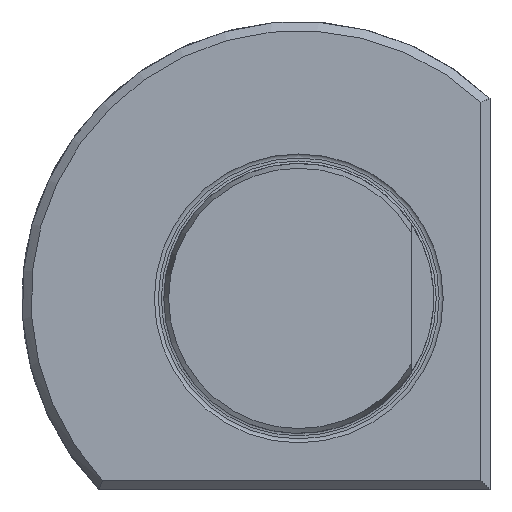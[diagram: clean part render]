
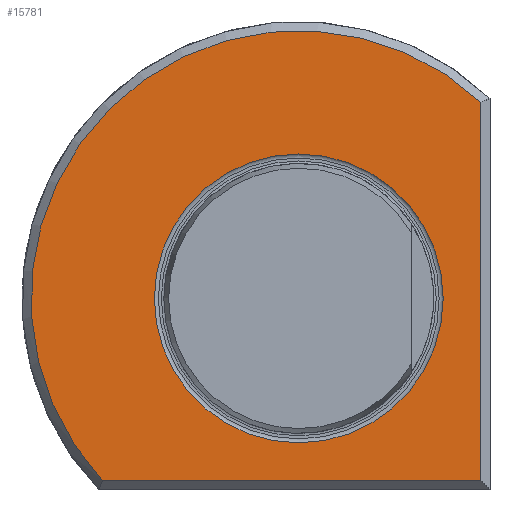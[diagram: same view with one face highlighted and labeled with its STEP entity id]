
A CAD part, front view. The second image highlights one B-rep face of the part: STEP entity #15781.
In plain terms, the highlighted planar face has unit normal (0, -1, 0).
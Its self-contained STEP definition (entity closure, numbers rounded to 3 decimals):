
#114 = DIRECTION ( 'NONE',  ( 0., -1., 0. ) ) ;
#737 = ORIENTED_EDGE ( 'NONE', *, *, #3616, .T. ) ;
#998 = CIRCLE ( 'NONE', #8724, 32.095 ) ;
#1009 = VECTOR ( 'NONE', #11711, 1000. ) ;
#1300 = ORIENTED_EDGE ( 'NONE', *, *, #16258, .T. ) ;
#1674 = FACE_BOUND ( 'NONE', #17610, .T. ) ;
#2104 = AXIS2_PLACEMENT_3D ( 'NONE', #14468, #114, #8840 ) ;
#2257 = EDGE_CURVE ( 'NONE', #17953, #17953, #998, .T. ) ;
#2680 = CARTESIAN_POINT ( 'NONE',  ( -32.15, 0., 0. ) ) ;
#2955 = DIRECTION ( 'NONE',  ( 0., -1., 0. ) ) ;
#3616 = EDGE_CURVE ( 'NONE', #15512, #8125, #16178, .T. ) ;
#4324 = EDGE_CURVE ( 'NONE', #11835, #15512, #12701, .T. ) ;
#4619 = EDGE_LOOP ( 'NONE', ( #5894, #737, #1300 ) ) ;
#5450 = VECTOR ( 'NONE', #9752, 1000. ) ;
#5557 = PLANE ( 'NONE',  #11533 ) ;
#5894 = ORIENTED_EDGE ( 'NONE', *, *, #4324, .T. ) ;
#5937 = CIRCLE ( 'NONE', #2104, 59.5 ) ;
#6703 = CARTESIAN_POINT ( 'NONE',  ( 32.095, 0., 0. ) ) ;
#7345 = DIRECTION ( 'NONE',  ( 1., 0., 0. ) ) ;
#8125 = VERTEX_POINT ( 'NONE', #16447 ) ;
#8456 = ORIENTED_EDGE ( 'NONE', *, *, #2257, .F. ) ;
#8724 = AXIS2_PLACEMENT_3D ( 'NONE', #10608, #16274, #7345 ) ;
#8840 = DIRECTION ( 'NONE',  ( 1., 0., 0. ) ) ;
#9752 = DIRECTION ( 'NONE',  ( 1., 0., 0. ) ) ;
#9845 = CARTESIAN_POINT ( 'NONE',  ( 40.5, 0., -40.5 ) ) ;
#10608 = CARTESIAN_POINT ( 'NONE',  ( 0., 0., 0. ) ) ;
#11145 = CARTESIAN_POINT ( 'NONE',  ( 42.5, 0., -40.5 ) ) ;
#11511 = CARTESIAN_POINT ( 'NONE',  ( 40.5, 0., 44.452 ) ) ;
#11533 = AXIS2_PLACEMENT_3D ( 'NONE', #2680, #2955, #13999 ) ;
#11711 = DIRECTION ( 'NONE',  ( 0., 0., 1. ) ) ;
#11835 = VERTEX_POINT ( 'NONE', #16311 ) ;
#12701 = LINE ( 'NONE', #11145, #5450 ) ;
#13999 = DIRECTION ( 'NONE',  ( 1., 0., 0. ) ) ;
#14468 = CARTESIAN_POINT ( 'NONE',  ( 0., 0., 0. ) ) ;
#15512 = VERTEX_POINT ( 'NONE', #9845 ) ;
#15669 = FACE_OUTER_BOUND ( 'NONE', #4619, .T. ) ;
#15781 = ADVANCED_FACE ( 'Defeature completata1_16', ( #15669, #1674 ), #5557, .T. ) ;
#16178 = LINE ( 'NONE', #11511, #1009 ) ;
#16258 = EDGE_CURVE ( 'NONE', #8125, #11835, #5937, .T. ) ;
#16274 = DIRECTION ( 'NONE',  ( 0., -1., 0. ) ) ;
#16311 = CARTESIAN_POINT ( 'NONE',  ( -43.589, 0., -40.5 ) ) ;
#16447 = CARTESIAN_POINT ( 'NONE',  ( 40.5, 0., 43.589 ) ) ;
#17610 = EDGE_LOOP ( 'NONE', ( #8456 ) ) ;
#17953 = VERTEX_POINT ( 'NONE', #6703 ) ;
